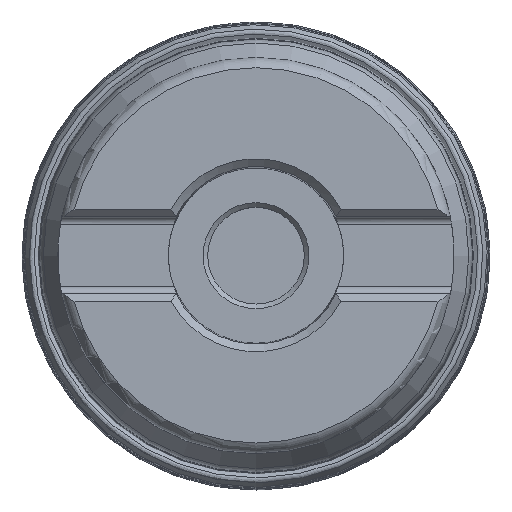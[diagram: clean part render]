
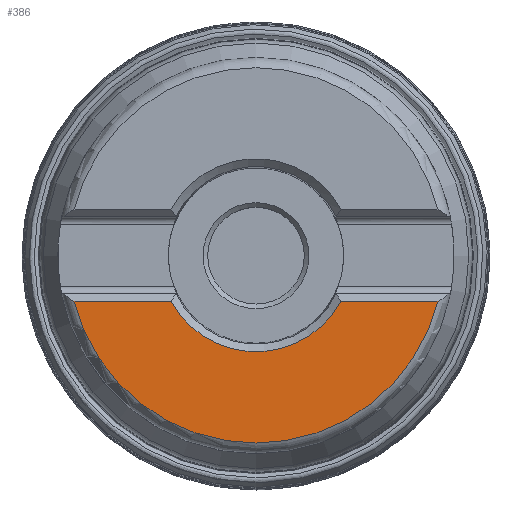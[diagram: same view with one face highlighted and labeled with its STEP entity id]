
A CAD part, top view. The second image highlights one B-rep face of the part: STEP entity #386.
In plain terms, the highlighted planar face has unit normal (0, 0, 1).
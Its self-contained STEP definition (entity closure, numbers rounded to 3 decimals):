
#283=PLANE('',#1249);
#308=LINE('',#2195,#333);
#309=LINE('',#2196,#334);
#333=VECTOR('',#1485,1.);
#334=VECTOR('',#1486,1.);
#386=ADVANCED_FACE('',(#446),#283,.T.);
#446=FACE_OUTER_BOUND('',#532,.T.);
#532=EDGE_LOOP('',(#741,#742,#743,#744));
#741=ORIENTED_EDGE('',*,*,#1000,.T.);
#742=ORIENTED_EDGE('',*,*,#1001,.T.);
#743=ORIENTED_EDGE('',*,*,#910,.F.);
#744=ORIENTED_EDGE('',*,*,#1002,.T.);
#815=VERTEX_POINT('',#1765);
#816=VERTEX_POINT('',#1766);
#888=VERTEX_POINT('',#2193);
#889=VERTEX_POINT('',#2194);
#910=EDGE_CURVE('',#815,#816,#1027,.T.);
#1000=EDGE_CURVE('',#888,#889,#1071,.T.);
#1001=EDGE_CURVE('',#889,#816,#308,.T.);
#1002=EDGE_CURVE('',#815,#888,#309,.T.);
#1027=CIRCLE('',#1156,20.373);
#1071=CIRCLE('',#1248,10.465);
#1156=AXIS2_PLACEMENT_3D('',#1764,#1281,#1282);
#1248=AXIS2_PLACEMENT_3D('',#2192,#1483,#1484);
#1249=AXIS2_PLACEMENT_3D('',#2197,#1487,#1488);
#1281=DIRECTION('',(0.,0.,-1.));
#1282=DIRECTION('',(0.,-1.,0.));
#1483=DIRECTION('',(0.,0.,-1.));
#1484=DIRECTION('',(0.,-1.,0.));
#1485=DIRECTION('',(-1.,0.,0.));
#1486=DIRECTION('',(-1.,0.,0.));
#1487=DIRECTION('',(0.,0.,1.));
#1488=DIRECTION('',(0.,-1.,0.));
#1764=CARTESIAN_POINT('',(0.,0.,39.878));
#1765=CARTESIAN_POINT('',(19.756,-4.975,39.878));
#1766=CARTESIAN_POINT('',(-19.756,-4.975,39.878));
#2192=CARTESIAN_POINT('',(0.,0.,39.878));
#2193=CARTESIAN_POINT('',(9.206,-4.975,39.878));
#2194=CARTESIAN_POINT('',(-9.206,-4.975,39.878));
#2195=CARTESIAN_POINT('',(-19.941,-4.975,39.878));
#2196=CARTESIAN_POINT('',(8.716,-4.975,39.878));
#2197=CARTESIAN_POINT('',(0.,0.,39.878));
